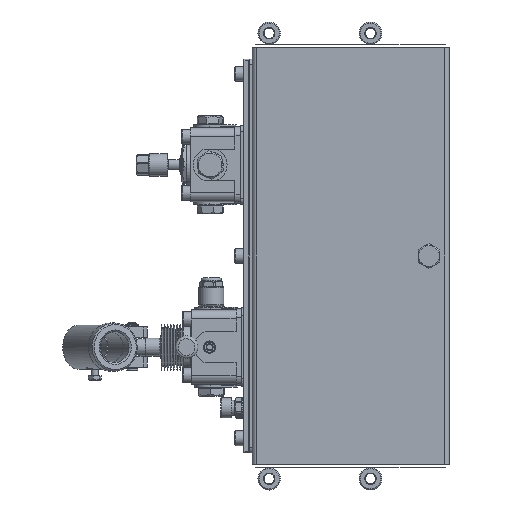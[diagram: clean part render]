
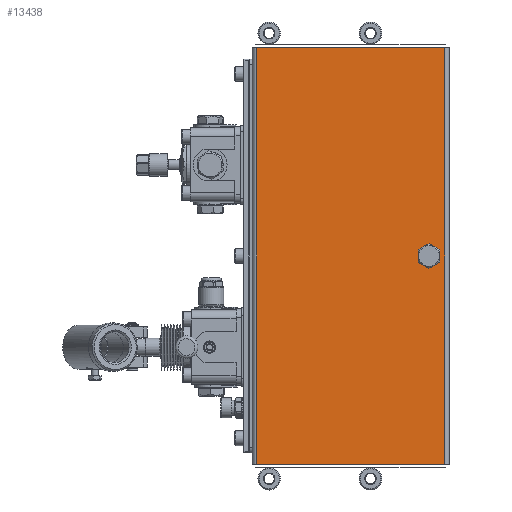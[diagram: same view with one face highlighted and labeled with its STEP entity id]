
A CAD part, front view. The second image highlights one B-rep face of the part: STEP entity #13438.
In plain terms, the highlighted planar face has unit normal (0, -1, 0).
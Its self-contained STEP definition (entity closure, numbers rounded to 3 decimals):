
#1196=LINE('',#25246,#2148);
#1197=LINE('',#25254,#2149);
#1198=LINE('',#25256,#2150);
#1199=LINE('',#25258,#2151);
#2148=VECTOR('',#19986,1000.);
#2149=VECTOR('',#19995,1000.);
#2150=VECTOR('',#19996,1000.);
#2151=VECTOR('',#19997,1000.);
#2855=PLANE('',#16095);
#6048=ORIENTED_EDGE('',*,*,#8000,.F.);
#6049=ORIENTED_EDGE('',*,*,#8001,.T.);
#6050=ORIENTED_EDGE('',*,*,#7997,.T.);
#6051=ORIENTED_EDGE('',*,*,#8002,.T.);
#6052=ORIENTED_EDGE('',*,*,#8003,.T.);
#7997=EDGE_CURVE('',#9472,#9473,#1196,.T.);
#8000=EDGE_CURVE('',#9474,#9474,#10252,.T.);
#8001=EDGE_CURVE('',#9475,#9472,#1197,.T.);
#8002=EDGE_CURVE('',#9473,#9476,#1198,.T.);
#8003=EDGE_CURVE('',#9476,#9475,#1199,.T.);
#9472=VERTEX_POINT('',#25247);
#9473=VERTEX_POINT('',#25248);
#9474=VERTEX_POINT('',#25253);
#9475=VERTEX_POINT('',#25255);
#9476=VERTEX_POINT('',#25257);
#10252=CIRCLE('',#16096,5.723);
#11369=EDGE_LOOP('',(#6048));
#11370=EDGE_LOOP('',(#6049,#6050,#6051,#6052));
#12477=FACE_BOUND('',#11369,.T.);
#12478=FACE_BOUND('',#11370,.T.);
#13438=ADVANCED_FACE('',(#12477,#12478),#2855,.T.);
#16095=AXIS2_PLACEMENT_3D('',#25251,#19991,#19992);
#16096=AXIS2_PLACEMENT_3D('',#25252,#19993,#19994);
#19986=DIRECTION('',(0.,0.,1.));
#19991=DIRECTION('',(0.,-1.,0.));
#19992=DIRECTION('',(1.,0.,0.));
#19993=DIRECTION('',(0.,-1.,0.));
#19994=DIRECTION('',(1.,0.,0.));
#19995=DIRECTION('',(1.,0.,0.));
#19996=DIRECTION('',(-1.,0.,0.));
#19997=DIRECTION('',(0.,0.,-1.));
#25246=CARTESIAN_POINT('',(83.5,-87.5,3.));
#25247=CARTESIAN_POINT('',(83.5,-87.5,3.));
#25248=CARTESIAN_POINT('',(83.5,-87.5,373.));
#25251=CARTESIAN_POINT('',(-84.5,-87.5,188.));
#25252=CARTESIAN_POINT('',(69.5,-87.5,188.));
#25253=CARTESIAN_POINT('',(75.223,-87.5,188.));
#25254=CARTESIAN_POINT('',(-85.063,-87.5,3.));
#25255=CARTESIAN_POINT('',(-83.5,-87.5,3.));
#25256=CARTESIAN_POINT('',(-85.063,-87.5,373.));
#25257=CARTESIAN_POINT('',(-83.5,-87.5,373.));
#25258=CARTESIAN_POINT('',(-83.5,-87.5,373.));
